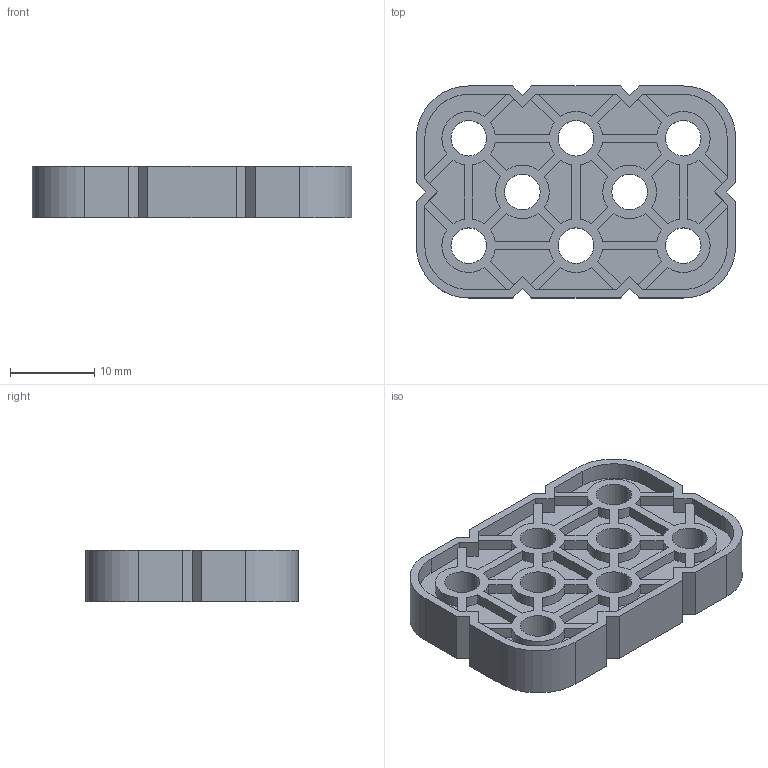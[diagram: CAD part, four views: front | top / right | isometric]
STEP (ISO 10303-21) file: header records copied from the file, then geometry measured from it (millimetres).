
FILE_DESCRIPTION (( 'STEP AP203' ), '1' );
FILE_NAME ('228-2500-018.STEP', '2015-04-27T16:00:40', ( '' ), ( '' ), 'SwSTEP 2.0', 'SolidWorks 2014', '' );
FILE_SCHEMA (( 'CONFIG_CONTROL_DESIGN' ));
Length unit declared in the file: millimetre
Products named in the file (1): 228-2500-018
Bounding box: 37.8 x 25.1 x 6.1 mm (x, y, z)
Volume: 2737.1 mm3; surface area: 4139.4 mm2
Topology: 1 solids, 1 shells, 338 faces, 954 edges, 636 vertices
Faces by surface type: plane 218, cylinder 120
Entity records: 11047 total; most frequent: CARTESIAN_POINT 1929, ORIENTED_EDGE 1908, DIRECTION 1872, EDGE_CURVE 954, VECTOR 714, LINE 714, VERTEX_POINT 636, AXIS2_PLACEMENT_3D 579
